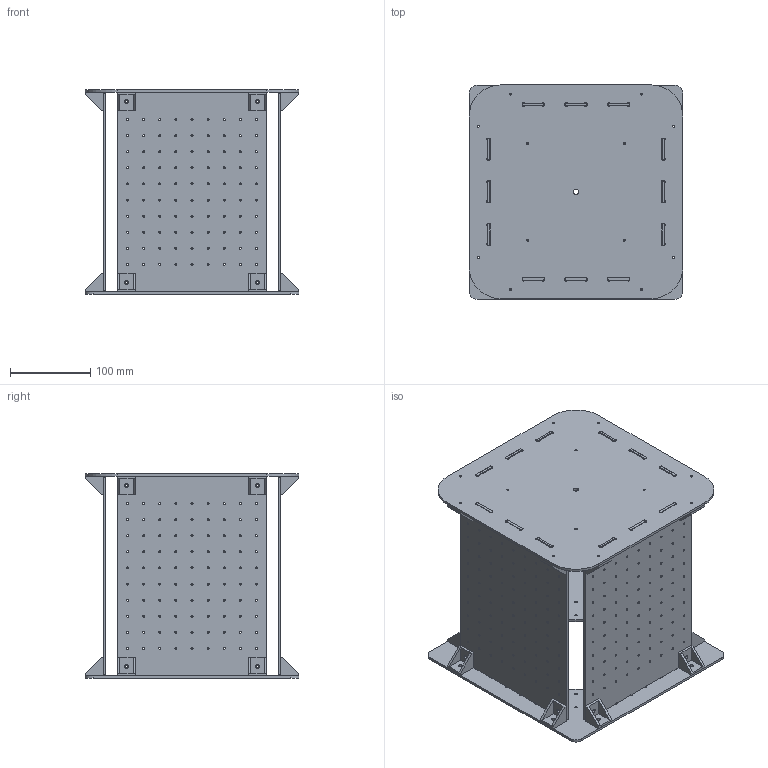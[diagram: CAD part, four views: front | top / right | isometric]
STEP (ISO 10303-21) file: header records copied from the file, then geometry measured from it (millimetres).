
FILE_DESCRIPTION (( 'STEP AP214' ), '1' );
FILE_NAME ('Assemb.STEP', '2020-02-04T01:11:59', ( '' ), ( '' ), 'SwSTEP 2.0', 'SolidWorks 2018', '' );
FILE_SCHEMA (( 'AUTOMOTIVE_DESIGN' ));
Length unit declared in the file: millimetre
Products named in the file (5): Óãîëîê ïëàñòèêîâûé; Áîêîâàÿ ñòåíêà_00; ������ ��������� ��������������� �������_������ �⥭��; Assemb; Âåðõíåå îñíîâàíèå ÷åòûðåõãðàííîãî êîíñòðóêòîðà_00
Assembly tree (22 placements, depth 2):
  Assemb
    ������ ��������� ��������������� �������_������ �⥭��
    Áîêîâàÿ ñòåíêà_00  x4
    Âåðõíåå îñíîâàíèå ÷åòûðåõãðàííîãî êîíñòðóêòîðà_00
    Óãîëîê ïëàñòèêîâûé  x16
Bounding box: 266 x 266 x 256 mm (x, y, z)
Volume: 1010101.3 mm3; surface area: 694101.9 mm2
Topology: 22 solids, 22 shells, 1592 faces, 4580 edges, 3032 vertices
Faces by surface type: cylinder 1172, plane 420
Entity records: 25166 total; most frequent: DIRECTION 4146, CARTESIAN_POINT 3769, ORIENTED_EDGE 3736, EDGE_CURVE 1868, AXIS2_PLACEMENT_3D 1621, VERTEX_POINT 1244, EDGE_LOOP 988, CIRCLE 964
